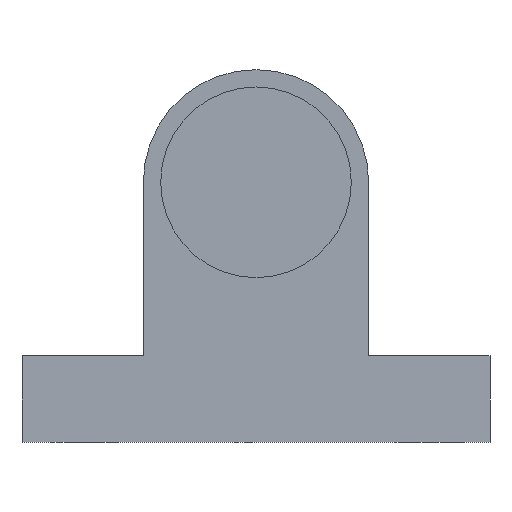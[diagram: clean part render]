
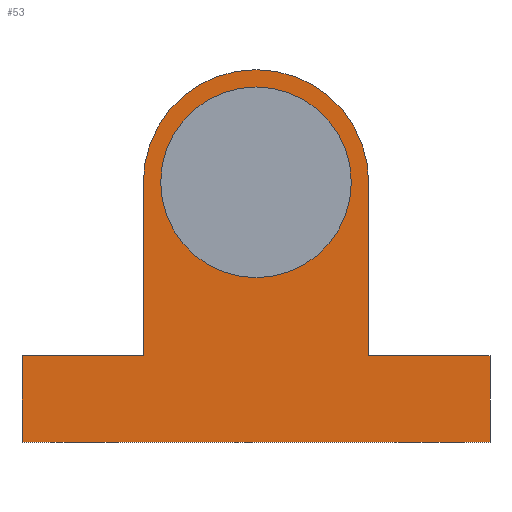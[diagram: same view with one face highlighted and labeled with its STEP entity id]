
A CAD part, front view. The second image highlights one B-rep face of the part: STEP entity #53.
In plain terms, the highlighted planar face has unit normal (0, -1, 0).
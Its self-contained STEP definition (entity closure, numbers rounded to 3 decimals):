
#53=ADVANCED_FACE('',(#179,#181),#183,.F.);
#179=FACE_BOUND('',#180,.T.);
#180=EDGE_LOOP('',(#293,#294,#295,#296,#297,#298,#299,#300));
#181=FACE_BOUND('',#182,.T.);
#182=EDGE_LOOP('',(#301));
#183=PLANE('',#184);
#184=AXIS2_PLACEMENT_3D('',#185,#186,#187);
#185=CARTESIAN_POINT('',(0.,0.,0.));
#186=DIRECTION('',(0.,1.,0.));
#187=DIRECTION('',(-1.,0.,0.));
#293=ORIENTED_EDGE('',*,*,#353,.F.);
#294=ORIENTED_EDGE('',*,*,#354,.F.);
#295=ORIENTED_EDGE('',*,*,#355,.F.);
#296=ORIENTED_EDGE('',*,*,#356,.F.);
#297=ORIENTED_EDGE('',*,*,#357,.F.);
#298=ORIENTED_EDGE('',*,*,#358,.F.);
#299=ORIENTED_EDGE('',*,*,#359,.F.);
#300=ORIENTED_EDGE('',*,*,#360,.F.);
#301=ORIENTED_EDGE('',*,*,#361,.T.);
#353=EDGE_CURVE('',#383,#384,#385,.T.);
#354=EDGE_CURVE('',#386,#383,#387,.T.);
#355=EDGE_CURVE('',#388,#386,#389,.T.);
#356=EDGE_CURVE('',#390,#388,#391,.T.);
#357=EDGE_CURVE('',#392,#390,#393,.T.);
#358=EDGE_CURVE('',#394,#392,#395,.T.);
#359=EDGE_CURVE('',#396,#394,#397,.T.);
#360=EDGE_CURVE('',#384,#396,#398,.T.);
#361=EDGE_CURVE('',#399,#399,#400,.F.);
#383=VERTEX_POINT('',#435);
#384=VERTEX_POINT('',#436);
#385=LINE('',#437,#438);
#386=VERTEX_POINT('',#440);
#387=LINE('',#441,#442);
#388=VERTEX_POINT('',#444);
#389=LINE('',#445,#446);
#390=VERTEX_POINT('',#448);
#391=CIRCLE('',#449,6.5);
#392=VERTEX_POINT('',#453);
#393=LINE('',#454,#455);
#394=VERTEX_POINT('',#457);
#395=LINE('',#458,#459);
#396=VERTEX_POINT('',#461);
#397=LINE('',#462,#463);
#398=LINE('',#465,#466);
#399=VERTEX_POINT('',#468);
#400=CIRCLE('',#469,5.5);
#435=CARTESIAN_POINT('',(13.5,0.,-10.));
#436=CARTESIAN_POINT('',(13.5,0.,-15.));
#437=CARTESIAN_POINT('',(13.5,0.,-10.));
#438=VECTOR('',#439,1.);
#439=DIRECTION('',(0.,0.,-1.));
#440=CARTESIAN_POINT('',(6.5,0.,-10.));
#441=CARTESIAN_POINT('',(6.5,0.,-10.));
#442=VECTOR('',#443,1.);
#443=DIRECTION('',(1.,0.,0.));
#444=CARTESIAN_POINT('',(6.5,0.,0.));
#445=CARTESIAN_POINT('',(6.5,0.,0.));
#446=VECTOR('',#447,1.);
#447=DIRECTION('',(0.,0.,-1.));
#448=CARTESIAN_POINT('',(-6.5,0.,0.));
#449=AXIS2_PLACEMENT_3D('',#450,#451,#452);
#450=CARTESIAN_POINT('',(0.,0.,0.));
#451=DIRECTION('',(0.,1.,0.));
#452=DIRECTION('',(-1.,0.,0.));
#453=CARTESIAN_POINT('',(-6.5,0.,-10.));
#454=CARTESIAN_POINT('',(-6.5,0.,-10.));
#455=VECTOR('',#456,1.);
#456=DIRECTION('',(0.,0.,1.));
#457=CARTESIAN_POINT('',(-13.5,0.,-10.));
#458=CARTESIAN_POINT('',(-13.5,0.,-10.));
#459=VECTOR('',#460,1.);
#460=DIRECTION('',(1.,0.,0.));
#461=CARTESIAN_POINT('',(-13.5,0.,-15.));
#462=CARTESIAN_POINT('',(-13.5,0.,-15.));
#463=VECTOR('',#464,1.);
#464=DIRECTION('',(0.,0.,1.));
#465=CARTESIAN_POINT('',(13.5,0.,-15.));
#466=VECTOR('',#467,1.);
#467=DIRECTION('',(-1.,0.,0.));
#468=CARTESIAN_POINT('',(0.,0.,5.5));
#469=AXIS2_PLACEMENT_3D('',#470,#471,#472);
#470=CARTESIAN_POINT('',(0.,0.,0.));
#471=DIRECTION('',(0.,-1.,0.));
#472=DIRECTION('',(0.,0.,1.));
